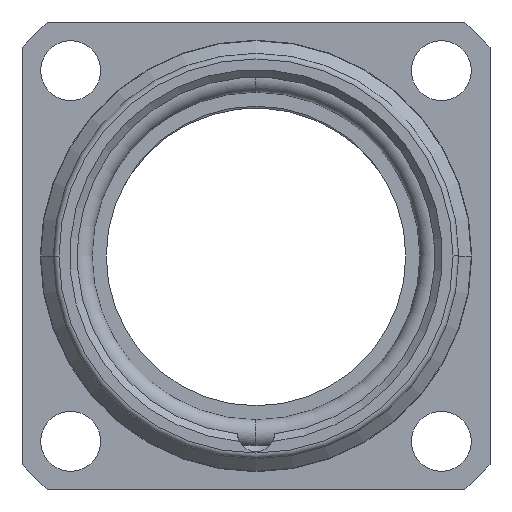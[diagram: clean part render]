
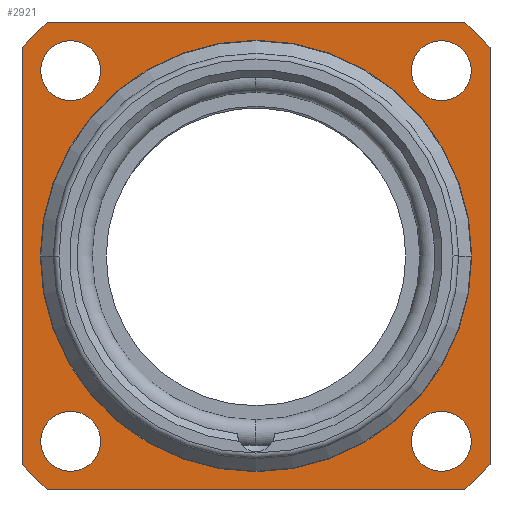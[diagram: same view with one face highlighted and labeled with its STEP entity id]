
A CAD part, front view. The second image highlights one B-rep face of the part: STEP entity #2921.
In plain terms, the highlighted planar face has unit normal (0, -1, 0).
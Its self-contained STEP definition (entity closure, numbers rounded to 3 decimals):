
#790=DIRECTION('',(1.,0.,0.));
#791=VECTOR('',#790,22.299);
#792=CARTESIAN_POINT('',(-26.405,14.96,19.516));
#793=LINE('',#792,#791);
#802=CARTESIAN_POINT('',(-15.256,14.96,7.016));
#803=DIRECTION('',(0.,-1.,0.));
#804=DIRECTION('',(0.746,0.,0.666));
#805=AXIS2_PLACEMENT_3D('',#802,#803,#804);
#807=CARTESIAN_POINT('',(-15.256,14.96,7.016));
#808=DIRECTION('',(0.,-1.,0.));
#809=DIRECTION('',(0.666,0.,-0.746));
#810=AXIS2_PLACEMENT_3D('',#807,#808,#809);
#812=CARTESIAN_POINT('',(-15.256,14.96,7.016));
#813=DIRECTION('',(0.,-1.,0.));
#814=DIRECTION('',(-0.746,0.,-0.666));
#815=AXIS2_PLACEMENT_3D('',#812,#813,#814);
#817=DIRECTION('',(0.,0.,1.));
#818=VECTOR('',#817,22.299);
#819=CARTESIAN_POINT('',(-27.756,14.96,-4.133));
#820=LINE('',#819,#818);
#821=CARTESIAN_POINT('',(-15.256,14.96,7.016));
#822=DIRECTION('',(0.,-1.,0.));
#823=DIRECTION('',(-0.666,0.,0.746));
#824=AXIS2_PLACEMENT_3D('',#821,#822,#823);
#826=CARTESIAN_POINT('',(-5.356,14.96,-2.884));
#827=DIRECTION('',(0.,1.,0.));
#828=DIRECTION('',(-1.,0.,0.));
#829=AXIS2_PLACEMENT_3D('',#826,#827,#828);
#831=CARTESIAN_POINT('',(-5.356,14.96,-2.884));
#832=DIRECTION('',(0.,1.,0.));
#833=DIRECTION('',(1.,0.,0.));
#834=AXIS2_PLACEMENT_3D('',#831,#832,#833);
#836=CARTESIAN_POINT('',(-5.356,14.96,16.916));
#837=DIRECTION('',(0.,1.,0.));
#838=DIRECTION('',(0.,0.,-1.));
#839=AXIS2_PLACEMENT_3D('',#836,#837,#838);
#841=CARTESIAN_POINT('',(-5.356,14.96,16.916));
#842=DIRECTION('',(0.,1.,0.));
#843=DIRECTION('',(0.,0.,1.));
#844=AXIS2_PLACEMENT_3D('',#841,#842,#843);
#846=CARTESIAN_POINT('',(-25.156,14.96,16.916));
#847=DIRECTION('',(0.,1.,0.));
#848=DIRECTION('',(1.,0.,0.));
#849=AXIS2_PLACEMENT_3D('',#846,#847,#848);
#851=CARTESIAN_POINT('',(-25.156,14.96,16.916));
#852=DIRECTION('',(0.,1.,0.));
#853=DIRECTION('',(-1.,0.,0.));
#854=AXIS2_PLACEMENT_3D('',#851,#852,#853);
#856=CARTESIAN_POINT('',(-25.156,14.96,-2.884));
#857=DIRECTION('',(0.,1.,0.));
#858=DIRECTION('',(0.,0.,1.));
#859=AXIS2_PLACEMENT_3D('',#856,#857,#858);
#861=CARTESIAN_POINT('',(-25.156,14.96,-2.884));
#862=DIRECTION('',(0.,1.,0.));
#863=DIRECTION('',(0.,0.,-1.));
#864=AXIS2_PLACEMENT_3D('',#861,#862,#863);
#866=CARTESIAN_POINT('',(-15.256,14.96,7.016));
#867=DIRECTION('',(0.,1.,0.));
#868=DIRECTION('',(1.,0.,0.));
#869=AXIS2_PLACEMENT_3D('',#866,#867,#868);
#871=CARTESIAN_POINT('',(-15.256,14.96,7.016));
#872=DIRECTION('',(0.,1.,0.));
#873=DIRECTION('',(-1.,0.,0.));
#874=AXIS2_PLACEMENT_3D('',#871,#872,#873);
#884=DIRECTION('',(0.,0.,1.));
#885=VECTOR('',#884,22.299);
#886=CARTESIAN_POINT('',(-2.756,14.96,-4.133));
#887=LINE('',#886,#885);
#892=DIRECTION('',(1.,0.,0.));
#893=VECTOR('',#892,22.299);
#894=CARTESIAN_POINT('',(-26.405,14.96,-5.484));
#895=LINE('',#894,#893);
#1747=CARTESIAN_POINT('',(-6.956,14.96,
-2.884));
#1748=CARTESIAN_POINT('',(-3.756,14.96,
-2.884));
#1749=VERTEX_POINT('',#1747);
#1750=VERTEX_POINT('',#1748);
#1755=CARTESIAN_POINT('',(-5.356,14.96,15.316));
#1756=CARTESIAN_POINT('',(-5.356,14.96,18.516));
#1757=VERTEX_POINT('',#1755);
#1758=VERTEX_POINT('',#1756);
#1763=CARTESIAN_POINT('',(-23.556,14.96,16.916));
#1764=CARTESIAN_POINT('',(-26.756,14.96,16.916));
#1765=VERTEX_POINT('',#1763);
#1766=VERTEX_POINT('',#1764);
#1771=CARTESIAN_POINT('',(-25.156,14.96,
-1.284));
#1772=CARTESIAN_POINT('',(-25.156,14.96,
-4.484));
#1773=VERTEX_POINT('',#1771);
#1774=VERTEX_POINT('',#1772);
#1779=CARTESIAN_POINT('',(-3.731,14.96,7.016));
#1780=CARTESIAN_POINT('',(-26.781,14.96,7.016));
#1781=VERTEX_POINT('',#1779);
#1782=VERTEX_POINT('',#1780);
#1813=CARTESIAN_POINT('',(-26.405,14.96,
-5.484));
#1815=VERTEX_POINT('',#1813);
#1817=CARTESIAN_POINT('',(-4.106,14.96,
-5.484));
#1819=VERTEX_POINT('',#1817);
#1821=CARTESIAN_POINT('',(-4.106,14.96,19.516));
#1823=VERTEX_POINT('',#1821);
#1825=CARTESIAN_POINT('',(-26.405,14.96,19.516));
#1827=VERTEX_POINT('',#1825);
#1829=CARTESIAN_POINT('',(-2.756,14.96,18.166));
#1831=VERTEX_POINT('',#1829);
#1833=CARTESIAN_POINT('',(-2.756,14.96,
-4.133));
#1835=VERTEX_POINT('',#1833);
#1840=CARTESIAN_POINT('',(-27.756,14.96,18.166));
#1841=VERTEX_POINT('',#1840);
#1842=CARTESIAN_POINT('',(-27.756,14.96,
-4.133));
#1843=VERTEX_POINT('',#1842);
#2870=CARTESIAN_POINT('',(-27.756,14.96,
-5.484));
#2871=DIRECTION('',(0.,-1.,0.));
#2872=DIRECTION('',(1.,0.,0.));
#2873=AXIS2_PLACEMENT_3D('',#2870,#2871,#2872);
#2874=PLANE('',#2873);
#2875=ORIENTED_EDGE('',*,*,#2851,.F.);
#2877=ORIENTED_EDGE('',*,*,#2876,.F.);
#2879=ORIENTED_EDGE('',*,*,#2878,.F.);
#2881=ORIENTED_EDGE('',*,*,#2880,.F.);
#2883=ORIENTED_EDGE('',*,*,#2882,.F.);
#2885=ORIENTED_EDGE('',*,*,#2884,.T.);
#2887=ORIENTED_EDGE('',*,*,#2886,.F.);
#2888=ORIENTED_EDGE('',*,*,#2862,.T.);
#2889=EDGE_LOOP('',(#2875,#2877,#2879,#2881,#2883,#2885,#2887,#2888));
#2890=FACE_OUTER_BOUND('',#2889,.F.);
#2892=ORIENTED_EDGE('',*,*,#2891,.F.);
#2894=ORIENTED_EDGE('',*,*,#2893,.F.);
#2895=EDGE_LOOP('',(#2892,#2894));
#2896=FACE_BOUND('',#2895,.F.);
#2898=ORIENTED_EDGE('',*,*,#2897,.F.);
#2900=ORIENTED_EDGE('',*,*,#2899,.F.);
#2901=EDGE_LOOP('',(#2898,#2900));
#2902=FACE_BOUND('',#2901,.F.);
#2904=ORIENTED_EDGE('',*,*,#2903,.F.);
#2906=ORIENTED_EDGE('',*,*,#2905,.F.);
#2907=EDGE_LOOP('',(#2904,#2906));
#2908=FACE_BOUND('',#2907,.F.);
#2910=ORIENTED_EDGE('',*,*,#2909,.F.);
#2912=ORIENTED_EDGE('',*,*,#2911,.F.);
#2913=EDGE_LOOP('',(#2910,#2912));
#2914=FACE_BOUND('',#2913,.F.);
#2916=ORIENTED_EDGE('',*,*,#2915,.F.);
#2918=ORIENTED_EDGE('',*,*,#2917,.F.);
#2919=EDGE_LOOP('',(#2916,#2918));
#2920=FACE_BOUND('',#2919,.F.);
#806=CIRCLE('',#805,16.75);
#811=CIRCLE('',#810,16.75);
#816=CIRCLE('',#815,16.75);
#825=CIRCLE('',#824,16.75);
#830=CIRCLE('',#829,1.6);
#835=CIRCLE('',#834,1.6);
#840=CIRCLE('',#839,1.6);
#845=CIRCLE('',#844,1.6);
#850=CIRCLE('',#849,1.6);
#855=CIRCLE('',#854,1.6);
#860=CIRCLE('',#859,1.6);
#865=CIRCLE('',#864,1.6);
#870=CIRCLE('',#869,11.525);
#875=CIRCLE('',#874,11.525);
#2851=EDGE_CURVE('',#1831,#1823,#806,.T.);
#2862=EDGE_CURVE('',#1827,#1823,#793,.T.);
#2876=EDGE_CURVE('',#1835,#1831,#887,.T.);
#2878=EDGE_CURVE('',#1819,#1835,#811,.T.);
#2880=EDGE_CURVE('',#1815,#1819,#895,.T.);
#2882=EDGE_CURVE('',#1843,#1815,#816,.T.);
#2884=EDGE_CURVE('',#1843,#1841,#820,.T.);
#2886=EDGE_CURVE('',#1827,#1841,#825,.T.);
#2891=EDGE_CURVE('',#1749,#1750,#830,.T.);
#2893=EDGE_CURVE('',#1750,#1749,#835,.T.);
#2897=EDGE_CURVE('',#1757,#1758,#840,.T.);
#2899=EDGE_CURVE('',#1758,#1757,#845,.T.);
#2903=EDGE_CURVE('',#1765,#1766,#850,.T.);
#2905=EDGE_CURVE('',#1766,#1765,#855,.T.);
#2909=EDGE_CURVE('',#1773,#1774,#860,.T.);
#2911=EDGE_CURVE('',#1774,#1773,#865,.T.);
#2915=EDGE_CURVE('',#1781,#1782,#870,.T.);
#2917=EDGE_CURVE('',#1782,#1781,#875,.T.);
#2921=ADVANCED_FACE('',(#2890,#2896,#2902,#2908,#2914,#2920),#2874,.T.);
